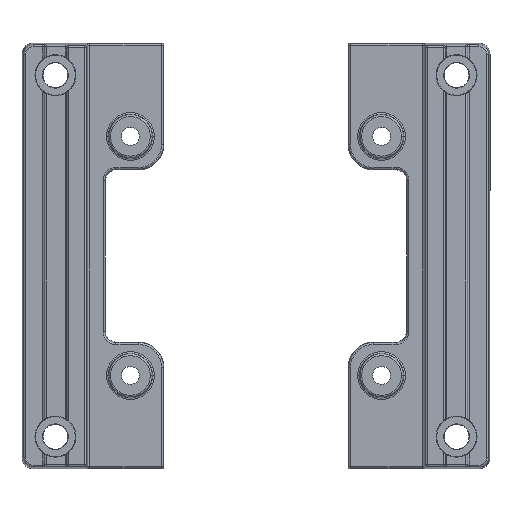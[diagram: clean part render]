
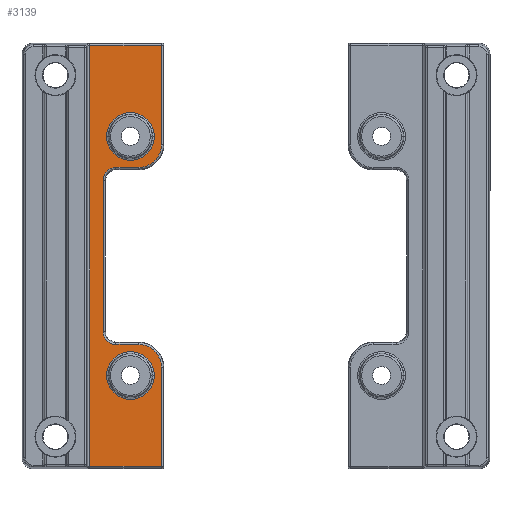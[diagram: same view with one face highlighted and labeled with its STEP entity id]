
A CAD part, top view. The second image highlights one B-rep face of the part: STEP entity #3139.
In plain terms, the highlighted planar face has unit normal (0, 0, 1).
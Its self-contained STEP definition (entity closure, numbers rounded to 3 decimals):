
#579 = CARTESIAN_POINT ( 'NONE',  ( -2.461, -21.5, 2.5 ) ) ;
#670 = CARTESIAN_POINT ( 'NONE',  ( -11.039, -21.5, 2.5 ) ) ;
#714 = DIRECTION ( 'NONE',  ( 0., 0., -1. ) ) ;
#715 = DIRECTION ( 'NONE',  ( -1., 0., 0. ) ) ;
#762 = CARTESIAN_POINT ( 'NONE',  ( -6.75, -21.5, 2.5 ) ) ;
#844 = AXIS2_PLACEMENT_3D ( 'NONE', #762, #714, #715 ) ;
#845 = CIRCLE ( 'NONE', #844, 4.289 ) ;
#939 = LINE ( 'NONE', #944, #943 ) ;
#942 = DIRECTION ( 'NONE',  ( 0., -1., 0. ) ) ;
#943 = VECTOR ( 'NONE', #942, 1000. ) ;
#944 = CARTESIAN_POINT ( 'NONE',  ( -1.834, -38.25, 2.5 ) ) ;
#1311 = CARTESIAN_POINT ( 'NONE',  ( -11.039, 21.5, 2.5 ) ) ;
#1320 = DIRECTION ( 'NONE',  ( -1., 0., 0. ) ) ;
#1321 = DIRECTION ( 'NONE',  ( 0., 0., -1. ) ) ;
#1322 = CARTESIAN_POINT ( 'NONE',  ( -6.75, -21.5, 2.5 ) ) ;
#1323 = AXIS2_PLACEMENT_3D ( 'NONE', #1322, #1321, #1320 ) ;
#1324 = CIRCLE ( 'NONE', #1323, 4.289 ) ;
#1332 = CARTESIAN_POINT ( 'NONE',  ( 0.596, -37.834, 2.5 ) ) ;
#1347 = DIRECTION ( 'NONE',  ( -1., 0., 0. ) ) ;
#1348 = DIRECTION ( 'NONE',  ( 0., 0., -1. ) ) ;
#1349 = CARTESIAN_POINT ( 'NONE',  ( -6.75, 21.5, 2.5 ) ) ;
#1350 = AXIS2_PLACEMENT_3D ( 'NONE', #1349, #1348, #1347 ) ;
#1351 = CIRCLE ( 'NONE', #1350, 4.289 ) ;
#1401 = DIRECTION ( 'NONE',  ( -1., 0., 0. ) ) ;
#1402 = DIRECTION ( 'NONE',  ( 0., 0., -1. ) ) ;
#1403 = AXIS2_PLACEMENT_3D ( 'NONE', #1426, #1402, #1401 ) ;
#1416 = CARTESIAN_POINT ( 'NONE',  ( -12.334, 20., 2.5 ) ) ;
#1417 = CARTESIAN_POINT ( 'NONE',  ( -8.25, -15.916, 2.5 ) ) ;
#1426 = CARTESIAN_POINT ( 'NONE',  ( -14.25, -38.25, 2.5 ) ) ;
#1427 = PLANE ( 'NONE',  #1403 ) ;
#1428 = FACE_OUTER_BOUND ( 'NONE', #3284, .T. ) ;
#1429 = FACE_BOUND ( 'NONE', #3287, .T. ) ;
#1430 = FACE_BOUND ( 'NONE', #3140, .T. ) ;
#1435 = CARTESIAN_POINT ( 'NONE',  ( -12.334, -20., 2.5 ) ) ;
#1550 = CARTESIAN_POINT ( 'NONE',  ( -1.834, -13.619, 2.5 ) ) ;
#1551 =( BOUNDED_CURVE ( )  B_SPLINE_CURVE ( 3, ( #1550, #1558, #1557, #1556 ),
 .UNSPECIFIED., .F., .T. ) 
 B_SPLINE_CURVE_WITH_KNOTS ( ( 4, 4 ),
 ( 2.358, 3.926 ),
 .UNSPECIFIED. ) 
 CURVE ( )  GEOMETRIC_REPRESENTATION_ITEM ( )  RATIONAL_B_SPLINE_CURVE ( ( 1., 0.805, 0.805, 1. ) ) 
 REPRESENTATION_ITEM ( '' )  );
#1552 = CARTESIAN_POINT ( 'NONE',  ( -8.25, 15.916, 2.5 ) ) ;
#1556 = CARTESIAN_POINT ( 'NONE',  ( -4.131, -15.916, 2.5 ) ) ;
#1557 = CARTESIAN_POINT ( 'NONE',  ( -2.785, -15.916, 2.5 ) ) ;
#1558 = CARTESIAN_POINT ( 'NONE',  ( -1.834, -14.965, 2.5 ) ) ;
#1608 = DIRECTION ( 'NONE',  ( -1., 0., 0. ) ) ;
#1609 = DIRECTION ( 'NONE',  ( 0., 0., -1. ) ) ;
#1610 = CARTESIAN_POINT ( 'NONE',  ( -6.75, 21.5, 2.5 ) ) ;
#1611 = AXIS2_PLACEMENT_3D ( 'NONE', #1610, #1609, #1608 ) ;
#1612 = CIRCLE ( 'NONE', #1611, 4.289 ) ;
#1630 = CARTESIAN_POINT ( 'NONE',  ( -2.461, 21.5, 2.5 ) ) ;
#1636 = DIRECTION ( 'NONE',  ( 0., 1., 0. ) ) ;
#1637 = VECTOR ( 'NONE', #1636, 1000. ) ;
#1638 = DIRECTION ( 'NONE',  ( -1., 0., 0. ) ) ;
#1639 = VECTOR ( 'NONE', #1638, 1000. ) ;
#1640 = CARTESIAN_POINT ( 'NONE',  ( -14.25, 37.834, 2.5 ) ) ;
#1641 = LINE ( 'NONE', #1640, #1639 ) ;
#1648 = DIRECTION ( 'NONE',  ( 1., 0., 0. ) ) ;
#1649 = VECTOR ( 'NONE', #1648, 1000. ) ;
#1657 = CARTESIAN_POINT ( 'NONE',  ( -4.131, 15.916, 2.5 ) ) ;
#1658 = CARTESIAN_POINT ( 'NONE',  ( -1.834, 13.619, 2.5 ) ) ;
#1659 =( BOUNDED_CURVE ( )  B_SPLINE_CURVE ( 3, ( #1657, #1670, #1669, #1668 ),
 .UNSPECIFIED., .F., .T. ) 
 B_SPLINE_CURVE_WITH_KNOTS ( ( 4, 4 ),
 ( 2.358, 3.926 ),
 .UNSPECIFIED. ) 
 CURVE ( )  GEOMETRIC_REPRESENTATION_ITEM ( )  RATIONAL_B_SPLINE_CURVE ( ( 1., 0.805, 0.805, 1. ) ) 
 REPRESENTATION_ITEM ( '' )  );
#1665 = VECTOR ( 'NONE', #1667, 1000. ) ;
#1666 = CARTESIAN_POINT ( 'NONE',  ( -14.25, 15.916, 2.5 ) ) ;
#1667 = DIRECTION ( 'NONE',  ( 1., 0., 0. ) ) ;
#1668 = CARTESIAN_POINT ( 'NONE',  ( -1.834, 13.619, 2.5 ) ) ;
#1669 = CARTESIAN_POINT ( 'NONE',  ( -1.834, 14.965, 2.5 ) ) ;
#1670 = CARTESIAN_POINT ( 'NONE',  ( -2.785, 15.916, 2.5 ) ) ;
#1685 = DIRECTION ( 'NONE',  ( -1., 0., 0. ) ) ;
#1686 = VECTOR ( 'NONE', #1685, 1000. ) ;
#1687 = DIRECTION ( 'NONE',  ( -1., 0., 0. ) ) ;
#1688 = LINE ( 'NONE', #1666, #1665 ) ;
#1695 = CARTESIAN_POINT ( 'NONE',  ( -14.25, -15.916, 2.5 ) ) ;
#1696 = LINE ( 'NONE', #1695, #1686 ) ;
#1698 = CARTESIAN_POINT ( 'NONE',  ( -12.334, -37.834, 2.5 ) ) ;
#1710 = LINE ( 'NONE', #1733, #1750 ) ;
#1711 = CARTESIAN_POINT ( 'NONE',  ( -12.334, -38.25, 2.5 ) ) ;
#1712 = LINE ( 'NONE', #1711, #1749 ) ;
#1713 = CARTESIAN_POINT ( 'NONE',  ( -8.25, 20., 2.5 ) ) ;
#1714 = AXIS2_PLACEMENT_3D ( 'NONE', #1713, #1726, #1754 ) ;
#1715 = CARTESIAN_POINT ( 'NONE',  ( -8.25, -20., 2.5 ) ) ;
#1716 = DIRECTION ( 'NONE',  ( 0., -1., 0. ) ) ;
#1726 = DIRECTION ( 'NONE',  ( 0., 0., 1. ) ) ;
#1733 = CARTESIAN_POINT ( 'NONE',  ( -12.334, -38.25, 2.5 ) ) ;
#1734 = DIRECTION ( 'NONE',  ( 0., 0., 1. ) ) ;
#1735 = AXIS2_PLACEMENT_3D ( 'NONE', #1715, #1734, #1687 ) ;
#1736 = CIRCLE ( 'NONE', #1735, 4.084 ) ;
#1738 = CARTESIAN_POINT ( 'NONE',  ( -12.334, 37.834, 2.5 ) ) ;
#1742 = CARTESIAN_POINT ( 'NONE',  ( 0.596, 37.834, 2.5 ) ) ;
#1743 = CARTESIAN_POINT ( 'NONE',  ( -1.834, -13.619, 2.5 ) ) ;
#1744 = CARTESIAN_POINT ( 'NONE',  ( -4.131, -15.916, 2.5 ) ) ;
#1745 = CARTESIAN_POINT ( 'NONE',  ( -4.131, 15.916, 2.5 ) ) ;
#1746 = CARTESIAN_POINT ( 'NONE',  ( -14.25, -37.834, 2.5 ) ) ;
#1747 = LINE ( 'NONE', #1746, #1649 ) ;
#1748 = DIRECTION ( 'NONE',  ( 0., -1., 0. ) ) ;
#1749 = VECTOR ( 'NONE', #1748, 1000. ) ;
#1750 = VECTOR ( 'NONE', #1716, 1000. ) ;
#1751 = CARTESIAN_POINT ( 'NONE',  ( 0.596, 38.119, 2.5 ) ) ;
#1752 = LINE ( 'NONE', #1751, #1637 ) ;
#1753 = CIRCLE ( 'NONE', #1714, 4.084 ) ;
#1754 = DIRECTION ( 'NONE',  ( -1., 0., 0. ) ) ;
#2743 = VERTEX_POINT ( 'NONE', #670 ) ;
#2760 = VERTEX_POINT ( 'NONE', #579 ) ;
#2812 = EDGE_CURVE ( 'NONE', #2760, #2743, #845, .T. ) ;
#2891 = EDGE_CURVE ( 'NONE', #3270, #3293, #939, .T. ) ;
#3116 = VERTEX_POINT ( 'NONE', #1311 ) ;
#3136 = ORIENTED_EDGE ( 'NONE', *, *, #3274, .T. ) ;
#3137 = VERTEX_POINT ( 'NONE', #1435 ) ;
#3139 = ADVANCED_FACE ( 'NONE', ( #1430, #1429, #1428 ), #1427, .F. ) ;
#3140 = EDGE_LOOP ( 'NONE', ( #3157, #3164 ) ) ;
#3145 = VERTEX_POINT ( 'NONE', #1417 ) ;
#3146 = VERTEX_POINT ( 'NONE', #1416 ) ;
#3150 = ORIENTED_EDGE ( 'NONE', *, *, #3151, .T. ) ;
#3151 = EDGE_CURVE ( 'NONE', #3116, #3238, #1351, .T. ) ;
#3157 = ORIENTED_EDGE ( 'NONE', *, *, #3163, .T. ) ;
#3158 = VERTEX_POINT ( 'NONE', #1332 ) ;
#3163 = EDGE_CURVE ( 'NONE', #2743, #2760, #1324, .T. ) ;
#3164 = ORIENTED_EDGE ( 'NONE', *, *, #2812, .T. ) ;
#3238 = VERTEX_POINT ( 'NONE', #1630 ) ;
#3254 = EDGE_CURVE ( 'NONE', #3238, #3116, #1612, .T. ) ;
#3255 = ORIENTED_EDGE ( 'NONE', *, *, #3254, .T. ) ;
#3256 = ORIENTED_EDGE ( 'NONE', *, *, #3257, .T. ) ;
#3257 = EDGE_CURVE ( 'NONE', #3293, #3292, #1551, .T. ) ;
#3258 = VERTEX_POINT ( 'NONE', #1552 ) ;
#3263 = EDGE_CURVE ( 'NONE', #3289, #3146, #1710, .T. ) ;
#3264 = ORIENTED_EDGE ( 'NONE', *, *, #3265, .T. ) ;
#3265 = EDGE_CURVE ( 'NONE', #3146, #3258, #1753, .T. ) ;
#3266 = ORIENTED_EDGE ( 'NONE', *, *, #3267, .T. ) ;
#3267 = EDGE_CURVE ( 'NONE', #3258, #3291, #1688, .T. ) ;
#3268 = ORIENTED_EDGE ( 'NONE', *, *, #3269, .T. ) ;
#3269 = EDGE_CURVE ( 'NONE', #3291, #3270, #1659, .T. ) ;
#3270 = VERTEX_POINT ( 'NONE', #1658 ) ;
#3271 = ORIENTED_EDGE ( 'NONE', *, *, #2891, .T. ) ;
#3274 = EDGE_CURVE ( 'NONE', #3145, #3137, #1736, .T. ) ;
#3275 = ORIENTED_EDGE ( 'NONE', *, *, #3276, .T. ) ;
#3276 = EDGE_CURVE ( 'NONE', #3137, #3285, #1712, .T. ) ;
#3277 = ORIENTED_EDGE ( 'NONE', *, *, #3278, .T. ) ;
#3278 = EDGE_CURVE ( 'NONE', #3285, #3158, #1747, .T. ) ;
#3279 = ORIENTED_EDGE ( 'NONE', *, *, #3280, .T. ) ;
#3280 = EDGE_CURVE ( 'NONE', #3158, #3295, #1752, .T. ) ;
#3281 = ORIENTED_EDGE ( 'NONE', *, *, #3282, .T. ) ;
#3282 = EDGE_CURVE ( 'NONE', #3295, #3289, #1641, .T. ) ;
#3283 = ORIENTED_EDGE ( 'NONE', *, *, #3263, .T. ) ;
#3284 = EDGE_LOOP ( 'NONE', ( #3256, #3297, #3136, #3275, #3277, #3279, #3281, #3283, #3264, #3266, #3268, #3271 ) ) ;
#3285 = VERTEX_POINT ( 'NONE', #1698 ) ;
#3287 = EDGE_LOOP ( 'NONE', ( #3150, #3255 ) ) ;
#3289 = VERTEX_POINT ( 'NONE', #1738 ) ;
#3291 = VERTEX_POINT ( 'NONE', #1745 ) ;
#3292 = VERTEX_POINT ( 'NONE', #1744 ) ;
#3293 = VERTEX_POINT ( 'NONE', #1743 ) ;
#3295 = VERTEX_POINT ( 'NONE', #1742 ) ;
#3297 = ORIENTED_EDGE ( 'NONE', *, *, #3298, .T. ) ;
#3298 = EDGE_CURVE ( 'NONE', #3292, #3145, #1696, .T. ) ;
